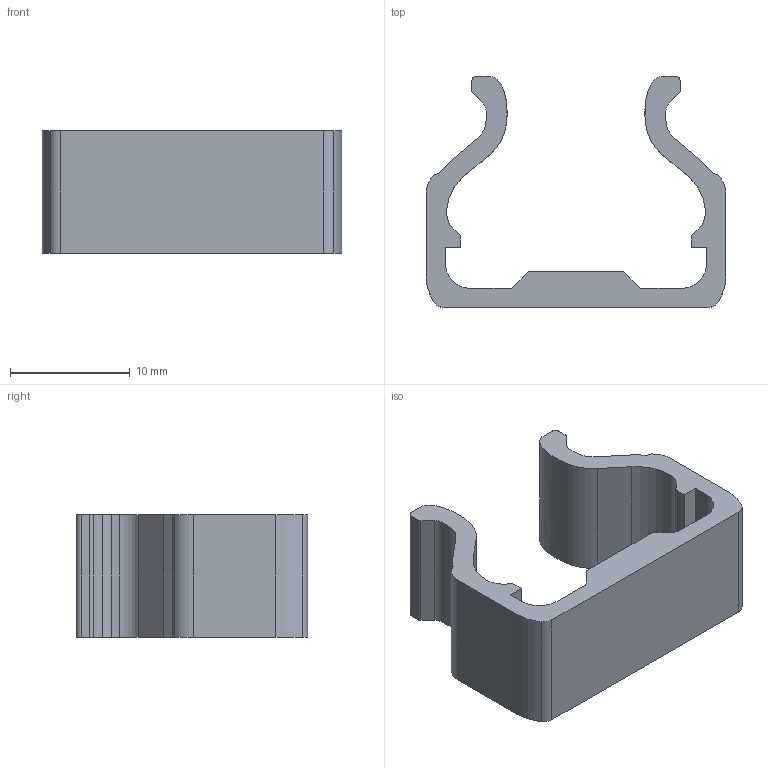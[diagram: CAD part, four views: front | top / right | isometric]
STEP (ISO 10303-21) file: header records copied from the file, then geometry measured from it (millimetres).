
FILE_DESCRIPTION(/* description */ (''),/* implementation_level */ '2;1');
FILE_NAME(/* name */ '25x20mm-Cable-Channel-clip.stp',/* time_stamp */ '2023-06-26T16:00:31+03:00',/* author */ ('v_b'),/* organization */ (''),/* preprocessor_version */ 'ST-DEVELOPER v19.2',/* originating_system */ 'Autodesk Inventor 2023',/* authorisation */ '');
FILE_SCHEMA (('AUTOMOTIVE_DESIGN { 1 0 10303 214 3 1 1 }'));
Length unit declared in the file: millimetre
Products named in the file (1): 25x20mm-Cable-Channel-clip
Bounding box: 25 x 19.3 x 10.2 mm (x, y, z)
Volume: 1299.6 mm3; surface area: 1627.9 mm2
Topology: 1 solids, 1 shells, 64 faces, 186 edges, 124 vertices
Faces by surface type: plane 32, cylinder 30, bspline 2
Entity records: 2196 total; most frequent: CARTESIAN_POINT 393, DIRECTION 376, ORIENTED_EDGE 372, EDGE_CURVE 186, AXIS2_PLACEMENT_3D 127, VERTEX_POINT 124, LINE 122, VECTOR 122
